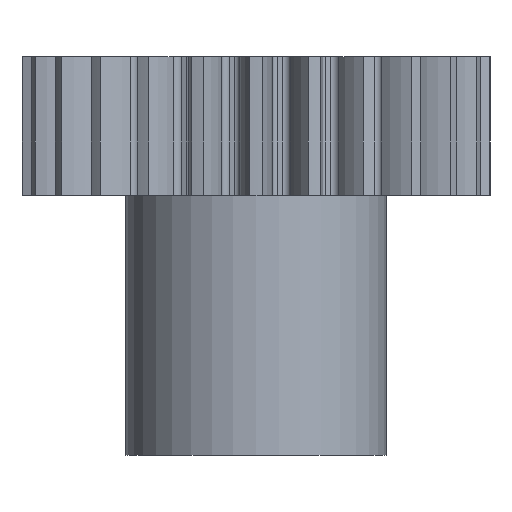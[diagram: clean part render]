
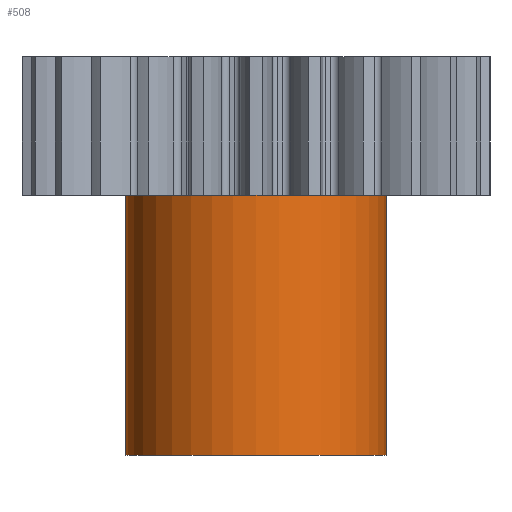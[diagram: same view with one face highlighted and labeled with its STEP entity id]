
A CAD part, front view. The second image highlights one B-rep face of the part: STEP entity #508.
In plain terms, the highlighted cylindrical face has radius 15 mm (diameter 30 mm), a partial arc.
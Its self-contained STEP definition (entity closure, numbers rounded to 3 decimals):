
#450 = ORIENTED_EDGE ( 'NONE', *, *, #509, .T. ) ;
#453 = EDGE_LOOP ( 'NONE', ( #503, #450, #510, #494 ) ) ;
#494 = ORIENTED_EDGE ( 'NONE', *, *, #961, .F. ) ;
#503 = ORIENTED_EDGE ( 'NONE', *, *, #1344, .F. ) ;
#508 = ADVANCED_FACE ( 'NONE', ( #2715 ), #2720, .T. ) ;
#509 = EDGE_CURVE ( 'NONE', #1419, #1365, #2713, .T. ) ;
#510 = ORIENTED_EDGE ( 'NONE', *, *, #1411, .T. ) ;
#961 = EDGE_CURVE ( 'NONE', #1339, #1340, #3404, .T. ) ;
#1339 = VERTEX_POINT ( 'NONE', #4063 ) ;
#1340 = VERTEX_POINT ( 'NONE', #4075 ) ;
#1344 = EDGE_CURVE ( 'NONE', #1419, #1339, #4107, .T. ) ;
#1365 = VERTEX_POINT ( 'NONE', #4379 ) ;
#1411 = EDGE_CURVE ( 'NONE', #1365, #1340, #4220, .T. ) ;
#1419 = VERTEX_POINT ( 'NONE', #4267 ) ;
#2709 = DIRECTION ( 'NONE',  ( 1., 0., 0. ) ) ;
#2710 = DIRECTION ( 'NONE',  ( 0., 0., 1. ) ) ;
#2711 = AXIS2_PLACEMENT_3D ( 'NONE', #2721, #2710, #2709 ) ;
#2713 = CIRCLE ( 'NONE', #2711, 15. ) ;
#2715 = FACE_OUTER_BOUND ( 'NONE', #453, .T. ) ;
#2719 = DIRECTION ( 'NONE',  ( 1., 0., 0. ) ) ;
#2720 = CYLINDRICAL_SURFACE ( 'NONE', #2725, 15. ) ;
#2721 = CARTESIAN_POINT ( 'NONE',  ( 0., 0., -30. ) ) ;
#2722 = DIRECTION ( 'NONE',  ( 0., 0., 1. ) ) ;
#2723 = CARTESIAN_POINT ( 'NONE',  ( 0., 0., -30. ) ) ;
#2725 = AXIS2_PLACEMENT_3D ( 'NONE', #2723, #2722, #2719 ) ;
#3358 = AXIS2_PLACEMENT_3D ( 'NONE', #3395, #3394, #3393 ) ;
#3393 = DIRECTION ( 'NONE',  ( 1., 0., 0. ) ) ;
#3394 = DIRECTION ( 'NONE',  ( 0., 0., 1. ) ) ;
#3395 = CARTESIAN_POINT ( 'NONE',  ( 0., 0., 0. ) ) ;
#3404 = CIRCLE ( 'NONE', #3358, 15. ) ;
#4063 = CARTESIAN_POINT ( 'NONE',  ( -15., 0., 0. ) ) ;
#4075 = CARTESIAN_POINT ( 'NONE',  ( 15., 0., 0. ) ) ;
#4104 = DIRECTION ( 'NONE',  ( 0., 0., 1. ) ) ;
#4105 = VECTOR ( 'NONE', #4104, 1000. ) ;
#4106 = CARTESIAN_POINT ( 'NONE',  ( -15., 0., -30. ) ) ;
#4107 = LINE ( 'NONE', #4106, #4105 ) ;
#4217 = DIRECTION ( 'NONE',  ( 0., 0., 1. ) ) ;
#4218 = VECTOR ( 'NONE', #4217, 1000. ) ;
#4219 = CARTESIAN_POINT ( 'NONE',  ( 15., 0., -30. ) ) ;
#4220 = LINE ( 'NONE', #4219, #4218 ) ;
#4267 = CARTESIAN_POINT ( 'NONE',  ( -15., 0., -30. ) ) ;
#4379 = CARTESIAN_POINT ( 'NONE',  ( 15., 0., -30. ) ) ;
